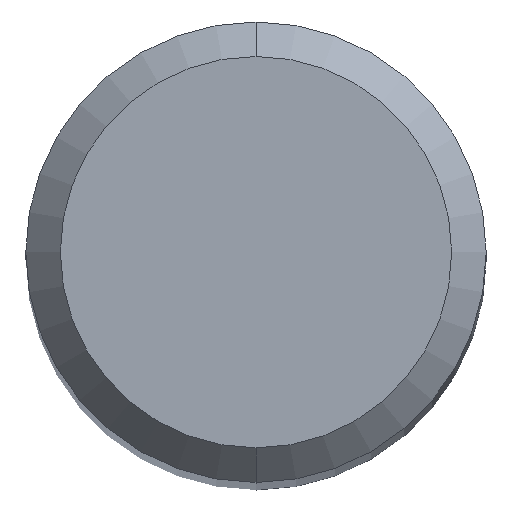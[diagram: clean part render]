
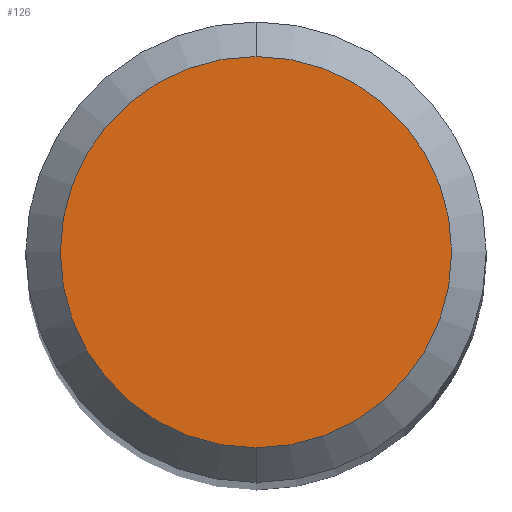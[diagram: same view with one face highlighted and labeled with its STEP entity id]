
A CAD part, top view. The second image highlights one B-rep face of the part: STEP entity #126.
In plain terms, the highlighted planar face has unit normal (0, 0, 1).
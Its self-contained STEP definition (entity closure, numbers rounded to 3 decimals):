
#126=ADVANCED_FACE('',(#271),#272,.T.);
#144=VERTEX_POINT('',#293);
#156=VERTEX_POINT('',#306);
#172=EDGE_CURVE('',#144,#156,#322,.T.);
#182=EDGE_CURVE('',#156,#144,#335,.T.);
#271=FACE_OUTER_BOUND('',#431,.T.);
#272=PLANE('',#432);
#293=CARTESIAN_POINT('',(0.,-1.7,0.0));
#306=CARTESIAN_POINT('',(0.0,1.7,0.0));
#322=CIRCLE('',#496,1.7);
#335=CIRCLE('',#511,1.7);
#431=EDGE_LOOP('',(#603,#604));
#432=AXIS2_PLACEMENT_3D('',#605,#606,#607);
#496=AXIS2_PLACEMENT_3D('',#658,#659,#660);
#511=AXIS2_PLACEMENT_3D('',#688,#689,#690);
#603=ORIENTED_EDGE('',*,*,#182,.F.);
#604=ORIENTED_EDGE('',*,*,#172,.F.);
#605=CARTESIAN_POINT('',(0.0,0.85,0.0));
#606=DIRECTION('',(-0.0,0.0,1.0));
#607=DIRECTION('',(0.0,-1.0,0.0));
#658=CARTESIAN_POINT('',(0.0,0.0,0.0));
#659=DIRECTION('',(0.0,0.0,-1.0));
#660=DIRECTION('',(0.0,1.0,0.0));
#688=CARTESIAN_POINT('',(0.0,0.0,0.0));
#689=DIRECTION('',(0.0,0.0,-1.0));
#690=DIRECTION('',(0.0,1.0,0.0));
